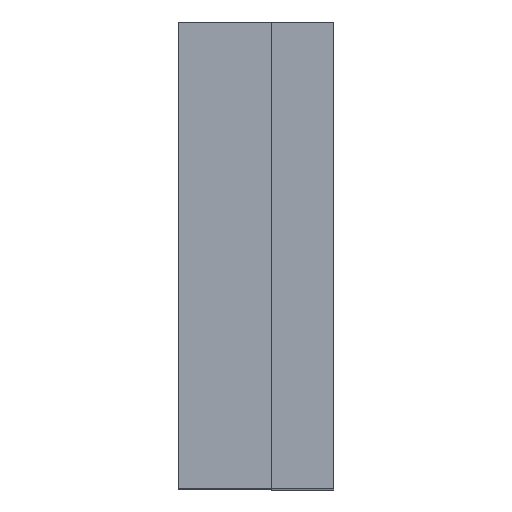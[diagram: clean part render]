
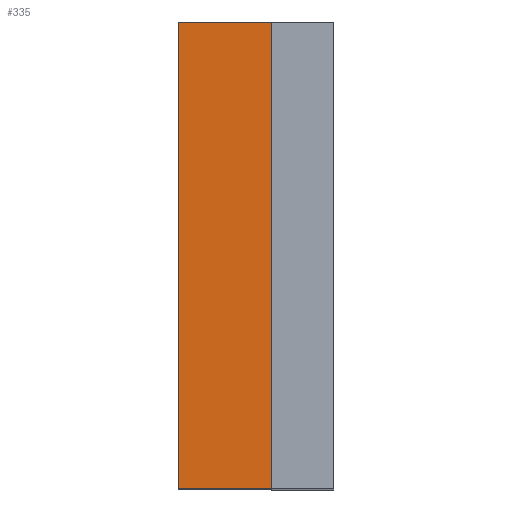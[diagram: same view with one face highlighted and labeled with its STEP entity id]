
A CAD part, top view. The second image highlights one B-rep face of the part: STEP entity #335.
In plain terms, the highlighted planar face has unit normal (0, 0, 1).
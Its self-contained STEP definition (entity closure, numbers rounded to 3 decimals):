
#31=PLANE('',#375);
#46=FACE_OUTER_BOUND('',#68,.T.);
#68=EDGE_LOOP('',(#269,#270,#271,#272));
#102=LINE('',#539,#133);
#103=LINE('',#542,#134);
#104=LINE('',#544,#135);
#105=LINE('',#545,#136);
#133=VECTOR('',#441,10.);
#134=VECTOR('',#444,10.);
#135=VECTOR('',#445,10.);
#136=VECTOR('',#446,10.);
#178=VERTEX_POINT('',#535);
#179=VERTEX_POINT('',#537);
#180=VERTEX_POINT('',#541);
#181=VERTEX_POINT('',#543);
#214=EDGE_CURVE('',#178,#179,#102,.T.);
#215=EDGE_CURVE('',#179,#180,#103,.T.);
#216=EDGE_CURVE('',#181,#180,#104,.T.);
#217=EDGE_CURVE('',#178,#181,#105,.T.);
#269=ORIENTED_EDGE('',*,*,#214,.T.);
#270=ORIENTED_EDGE('',*,*,#215,.T.);
#271=ORIENTED_EDGE('',*,*,#216,.F.);
#272=ORIENTED_EDGE('',*,*,#217,.F.);
#335=ADVANCED_FACE('',(#46),#31,.T.);
#375=AXIS2_PLACEMENT_3D('',#540,#442,#443);
#441=DIRECTION('',(0.,1.,0.));
#442=DIRECTION('center_axis',(0.,0.,1.));
#443=DIRECTION('ref_axis',(0.,1.,0.));
#444=DIRECTION('',(-1.,0.,0.));
#445=DIRECTION('',(0.,1.,0.));
#446=DIRECTION('',(-1.,0.,0.));
#535=CARTESIAN_POINT('',(-4.,-15.,15.));
#537=CARTESIAN_POINT('',(-4.,15.,15.));
#539=CARTESIAN_POINT('',(-4.,-7.5,15.));
#540=CARTESIAN_POINT('Origin',(0.,-15.,15.));
#541=CARTESIAN_POINT('',(-10.,15.,15.));
#542=CARTESIAN_POINT('',(0.,15.,15.));
#543=CARTESIAN_POINT('',(-10.,-15.,15.));
#544=CARTESIAN_POINT('',(-10.,-15.,15.));
#545=CARTESIAN_POINT('',(0.,-15.,15.));
